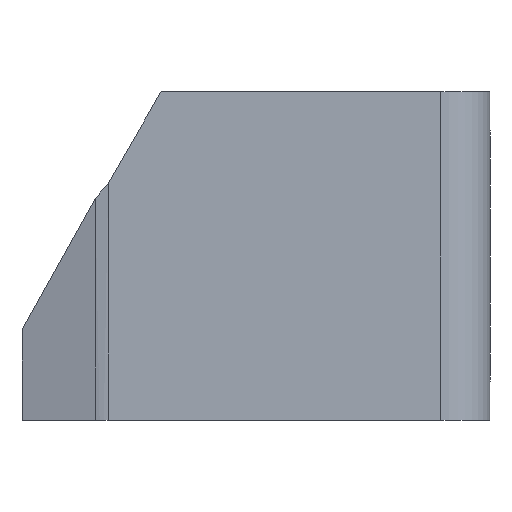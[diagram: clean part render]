
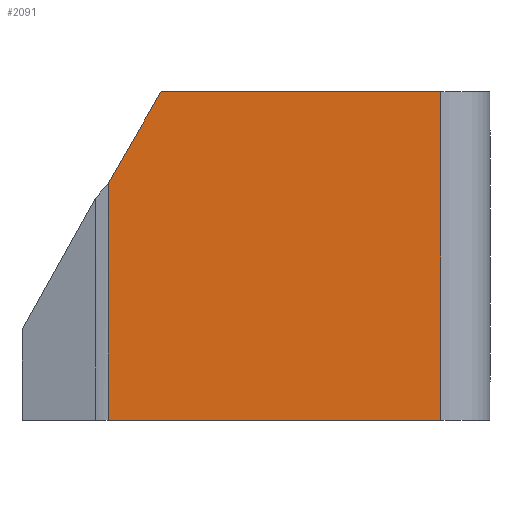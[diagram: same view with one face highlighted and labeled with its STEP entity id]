
A CAD part, left-side view. The second image highlights one B-rep face of the part: STEP entity #2091.
In plain terms, the highlighted planar face has unit normal (-1, 0, 0).
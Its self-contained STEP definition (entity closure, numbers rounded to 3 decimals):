
#16 = VERTEX_POINT ( 'NONE', #23 ) ;
#23 = CARTESIAN_POINT ( 'NONE',  ( -47., 6., -20. ) ) ;
#64 = PLANE ( 'NONE',  #878 ) ;
#84 = CARTESIAN_POINT ( 'NONE',  ( -47., 0., 20. ) ) ;
#106 = DIRECTION ( 'NONE',  ( 0., -1., 0. ) ) ;
#190 = FACE_OUTER_BOUND ( 'NONE', #1624, .T. ) ;
#328 = VECTOR ( 'NONE', #956, 1000. ) ;
#366 = CARTESIAN_POINT ( 'NONE',  ( -47., 0., 20. ) ) ;
#382 = DIRECTION ( 'NONE',  ( 0., 0.5, -0.866 ) ) ;
#425 = EDGE_CURVE ( 'NONE', #2309, #2186, #1017, .T. ) ;
#446 = LINE ( 'NONE', #939, #328 ) ;
#467 = VECTOR ( 'NONE', #1200, 1000. ) ;
#509 = EDGE_CURVE ( 'NONE', #16, #1505, #1162, .T. ) ;
#518 = LINE ( 'NONE', #1196, #467 ) ;
#677 = VECTOR ( 'NONE', #1113, 1000. ) ;
#736 = DIRECTION ( 'NONE',  ( 0., 1., 0. ) ) ;
#761 = ORIENTED_EDGE ( 'NONE', *, *, #425, .T. ) ;
#878 = AXIS2_PLACEMENT_3D ( 'NONE', #84, #1409, #106 ) ;
#939 = CARTESIAN_POINT ( 'NONE',  ( -47., 6., 20. ) ) ;
#956 = DIRECTION ( 'NONE',  ( 0., 0., -1. ) ) ;
#968 = CARTESIAN_POINT ( 'NONE',  ( -47., 6., 20. ) ) ;
#978 = VECTOR ( 'NONE', #382, 1000. ) ;
#1017 = LINE ( 'NONE', #2347, #978 ) ;
#1030 = CARTESIAN_POINT ( 'NONE',  ( -47., 46.51, 8.835 ) ) ;
#1104 = CARTESIAN_POINT ( 'NONE',  ( -47., 40.064, 20. ) ) ;
#1113 = DIRECTION ( 'NONE',  ( 0., 1., 0. ) ) ;
#1118 = ORIENTED_EDGE ( 'NONE', *, *, #1158, .T. ) ;
#1155 = VERTEX_POINT ( 'NONE', #968 ) ;
#1158 = EDGE_CURVE ( 'NONE', #2186, #1505, #518, .T. ) ;
#1162 = LINE ( 'NONE', #1186, #677 ) ;
#1186 = CARTESIAN_POINT ( 'NONE',  ( -47., 0., -20. ) ) ;
#1196 = CARTESIAN_POINT ( 'NONE',  ( -47., 46.51, 20. ) ) ;
#1200 = DIRECTION ( 'NONE',  ( 0., 0., -1. ) ) ;
#1389 = ORIENTED_EDGE ( 'NONE', *, *, #509, .F. ) ;
#1409 = DIRECTION ( 'NONE',  ( -1., 0., 0. ) ) ;
#1455 = EDGE_CURVE ( 'NONE', #1155, #2309, #2271, .T. ) ;
#1505 = VERTEX_POINT ( 'NONE', #2268 ) ;
#1530 = ORIENTED_EDGE ( 'NONE', *, *, #2287, .F. ) ;
#1621 = ORIENTED_EDGE ( 'NONE', *, *, #1455, .T. ) ;
#1624 = EDGE_LOOP ( 'NONE', ( #761, #1118, #1389, #1530, #1621 ) ) ;
#2069 = VECTOR ( 'NONE', #736, 1000. ) ;
#2091 = ADVANCED_FACE ( 'NONE', ( #190 ), #64, .T. ) ;
#2186 = VERTEX_POINT ( 'NONE', #1030 ) ;
#2268 = CARTESIAN_POINT ( 'NONE',  ( -47., 46.51, -20. ) ) ;
#2271 = LINE ( 'NONE', #366, #2069 ) ;
#2287 = EDGE_CURVE ( 'NONE', #1155, #16, #446, .T. ) ;
#2309 = VERTEX_POINT ( 'NONE', #1104 ) ;
#2347 = CARTESIAN_POINT ( 'NONE',  ( -47., 56.807, -9. ) ) ;
